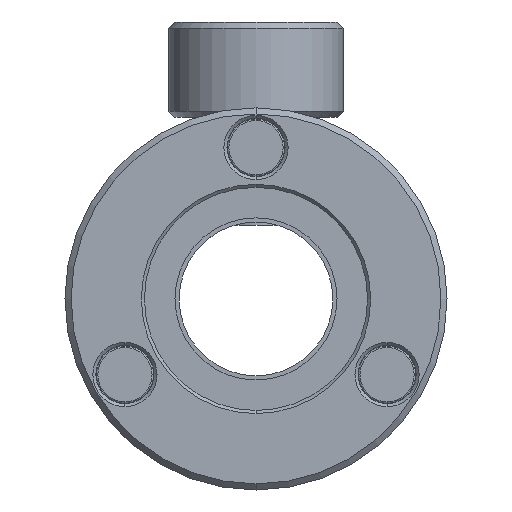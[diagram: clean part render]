
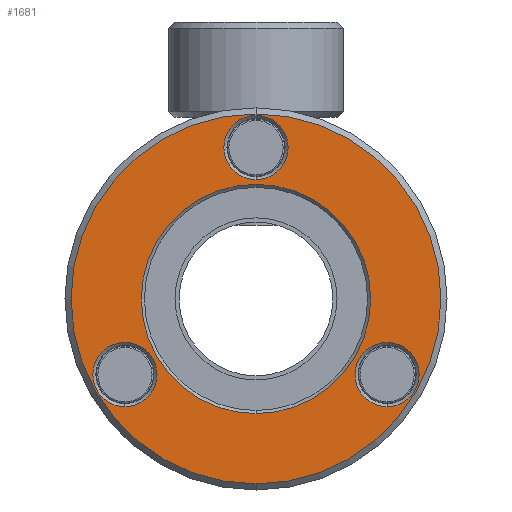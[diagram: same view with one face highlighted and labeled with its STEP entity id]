
A CAD part, front view. The second image highlights one B-rep face of the part: STEP entity #1681.
In plain terms, the highlighted planar face has unit normal (0, -1, 0).
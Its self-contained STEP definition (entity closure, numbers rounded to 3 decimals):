
#13 = CIRCLE ( 'NONE', #533, 9.525 ) ;
#32 = AXIS2_PLACEMENT_3D ( 'NONE', #1987, #1975, #329 ) ;
#69 = CARTESIAN_POINT ( 'NONE',  ( -5.888, -19.548, 2.892 ) ) ;
#106 = ORIENTED_EDGE ( 'NONE', *, *, #2172, .T. ) ;
#196 = FACE_BOUND ( 'NONE', #608, .T. ) ;
#244 = VERTEX_POINT ( 'NONE', #2619 ) ;
#299 = EDGE_LOOP ( 'NONE', ( #1569, #566 ) ) ;
#314 = AXIS2_PLACEMENT_3D ( 'NONE', #1004, #3486, #766 ) ;
#329 = DIRECTION ( 'NONE',  ( 0., 0., -1. ) ) ;
#406 = CARTESIAN_POINT ( 'NONE',  ( -16.777, -19.548, 21.371 ) ) ;
#431 = ORIENTED_EDGE ( 'NONE', *, *, #1979, .T. ) ;
#476 = CARTESIAN_POINT ( 'NONE',  ( -16.777, -19.548, 24.419 ) ) ;
#533 = AXIS2_PLACEMENT_3D ( 'NONE', #2926, #2136, #2404 ) ;
#566 = ORIENTED_EDGE ( 'NONE', *, *, #1388, .F. ) ;
#584 = DIRECTION ( 'NONE',  ( 0., 0., -1. ) ) ;
#599 = DIRECTION ( 'NONE',  ( 0., 0., -1. ) ) ;
#608 = EDGE_LOOP ( 'NONE', ( #431, #1994 ) ) ;
#648 = EDGE_CURVE ( 'NONE', #2717, #972, #1722, .T. ) ;
#747 = CIRCLE ( 'NONE', #3427, 15.367 ) ;
#766 = DIRECTION ( 'NONE',  ( 0., 0., -1. ) ) ;
#826 = DIRECTION ( 'NONE',  ( 0., 1., 0. ) ) ;
#869 = AXIS2_PLACEMENT_3D ( 'NONE', #3258, #1667, #2446 ) ;
#889 = AXIS2_PLACEMENT_3D ( 'NONE', #2818, #3115, #2291 ) ;
#933 = FACE_BOUND ( 'NONE', #2134, .T. ) ;
#938 = AXIS2_PLACEMENT_3D ( 'NONE', #1685, #2519, #584 ) ;
#972 = VERTEX_POINT ( 'NONE', #1511 ) ;
#1004 = CARTESIAN_POINT ( 'NONE',  ( -16.777, -19.548, 11.846 ) ) ;
#1096 = DIRECTION ( 'NONE',  ( 0., -1., 0. ) ) ;
#1105 = EDGE_CURVE ( 'NONE', #2071, #244, #1966, .T. ) ;
#1148 = ORIENTED_EDGE ( 'NONE', *, *, #3192, .T. ) ;
#1156 = CIRCLE ( 'NONE', #2828, 9.525 ) ;
#1185 = VERTEX_POINT ( 'NONE', #69 ) ;
#1194 = CARTESIAN_POINT ( 'NONE',  ( -16.777, -19.548, -3.521 ) ) ;
#1207 = DIRECTION ( 'NONE',  ( 0., 0., -1. ) ) ;
#1245 = CIRCLE ( 'NONE', #314, 15.367 ) ;
#1284 = AXIS2_PLACEMENT_3D ( 'NONE', #2814, #2853, #1207 ) ;
#1388 = EDGE_CURVE ( 'NONE', #1781, #3554, #13, .T. ) ;
#1405 = ORIENTED_EDGE ( 'NONE', *, *, #2819, .T. ) ;
#1511 = CARTESIAN_POINT ( 'NONE',  ( -16.777, -19.548, 21.752 ) ) ;
#1569 = ORIENTED_EDGE ( 'NONE', *, *, #2557, .F. ) ;
#1628 = EDGE_CURVE ( 'NONE', #2280, #1791, #747, .T. ) ;
#1634 = CARTESIAN_POINT ( 'NONE',  ( -16.777, -19.548, 11.846 ) ) ;
#1666 = FACE_OUTER_BOUND ( 'NONE', #3325, .T. ) ;
#1667 = DIRECTION ( 'NONE',  ( 0., 1., 0. ) ) ;
#1674 = CIRCLE ( 'NONE', #869, 2.667 ) ;
#1681 = ADVANCED_FACE ( 'NONE', ( #933, #196, #2296, #1666, #2936 ), #3386, .T. ) ;
#1685 = CARTESIAN_POINT ( 'NONE',  ( -27.665, -19.548, 5.559 ) ) ;
#1713 = CIRCLE ( 'NONE', #2307, 2.667 ) ;
#1722 = CIRCLE ( 'NONE', #889, 2.667 ) ;
#1781 = VERTEX_POINT ( 'NONE', #406 ) ;
#1791 = VERTEX_POINT ( 'NONE', #1194 ) ;
#1795 = CARTESIAN_POINT ( 'NONE',  ( -16.777, -19.548, 27.086 ) ) ;
#1816 = CARTESIAN_POINT ( 'NONE',  ( -27.665, -19.548, 8.226 ) ) ;
#1855 = DIRECTION ( 'NONE',  ( 0., 1., 0. ) ) ;
#1930 = DIRECTION ( 'NONE',  ( 0., 0., -1. ) ) ;
#1966 = CIRCLE ( 'NONE', #938, 2.667 ) ;
#1975 = DIRECTION ( 'NONE',  ( 0., 1., 0. ) ) ;
#1979 = EDGE_CURVE ( 'NONE', #972, #2717, #1713, .T. ) ;
#1987 = CARTESIAN_POINT ( 'NONE',  ( -5.888, -19.548, 5.559 ) ) ;
#1994 = ORIENTED_EDGE ( 'NONE', *, *, #648, .T. ) ;
#2020 = CARTESIAN_POINT ( 'NONE',  ( -16.777, -19.548, 11.846 ) ) ;
#2032 = ORIENTED_EDGE ( 'NONE', *, *, #1105, .T. ) ;
#2071 = VERTEX_POINT ( 'NONE', #1816 ) ;
#2134 = EDGE_LOOP ( 'NONE', ( #2764, #1405 ) ) ;
#2136 = DIRECTION ( 'NONE',  ( 0., -1., 0. ) ) ;
#2155 = CARTESIAN_POINT ( 'NONE',  ( -27.665, -19.548, 5.559 ) ) ;
#2172 = EDGE_CURVE ( 'NONE', #244, #2071, #3168, .T. ) ;
#2214 = ORIENTED_EDGE ( 'NONE', *, *, #1628, .T. ) ;
#2260 = CARTESIAN_POINT ( 'NONE',  ( -16.777, -19.548, 27.213 ) ) ;
#2279 = EDGE_CURVE ( 'NONE', #1185, #2666, #2796, .T. ) ;
#2280 = VERTEX_POINT ( 'NONE', #2260 ) ;
#2291 = DIRECTION ( 'NONE',  ( 0., 0., -1. ) ) ;
#2296 = FACE_BOUND ( 'NONE', #2740, .T. ) ;
#2307 = AXIS2_PLACEMENT_3D ( 'NONE', #476, #1855, #3231 ) ;
#2362 = CARTESIAN_POINT ( 'NONE',  ( -16.777, -19.548, 2.321 ) ) ;
#2404 = DIRECTION ( 'NONE',  ( 0., 0., -1. ) ) ;
#2446 = DIRECTION ( 'NONE',  ( 0., 0., -1. ) ) ;
#2519 = DIRECTION ( 'NONE',  ( 0., 1., 0. ) ) ;
#2557 = EDGE_CURVE ( 'NONE', #3554, #1781, #1156, .T. ) ;
#2564 = CARTESIAN_POINT ( 'NONE',  ( -5.888, -19.548, 8.226 ) ) ;
#2619 = CARTESIAN_POINT ( 'NONE',  ( -27.665, -19.548, 2.892 ) ) ;
#2666 = VERTEX_POINT ( 'NONE', #2564 ) ;
#2717 = VERTEX_POINT ( 'NONE', #1795 ) ;
#2740 = EDGE_LOOP ( 'NONE', ( #106, #2032 ) ) ;
#2764 = ORIENTED_EDGE ( 'NONE', *, *, #2279, .T. ) ;
#2796 = CIRCLE ( 'NONE', #32, 2.667 ) ;
#2814 = CARTESIAN_POINT ( 'NONE',  ( -7.252, -19.548, 11.846 ) ) ;
#2818 = CARTESIAN_POINT ( 'NONE',  ( -16.777, -19.548, 24.419 ) ) ;
#2819 = EDGE_CURVE ( 'NONE', #2666, #1185, #1674, .T. ) ;
#2828 = AXIS2_PLACEMENT_3D ( 'NONE', #2020, #2835, #599 ) ;
#2835 = DIRECTION ( 'NONE',  ( 0., -1., 0. ) ) ;
#2853 = DIRECTION ( 'NONE',  ( 0., -1., 0. ) ) ;
#2926 = CARTESIAN_POINT ( 'NONE',  ( -16.777, -19.548, 11.846 ) ) ;
#2936 = FACE_BOUND ( 'NONE', #299, .T. ) ;
#3115 = DIRECTION ( 'NONE',  ( 0., 1., 0. ) ) ;
#3168 = CIRCLE ( 'NONE', #3410, 2.667 ) ;
#3192 = EDGE_CURVE ( 'NONE', #1791, #2280, #1245, .T. ) ;
#3231 = DIRECTION ( 'NONE',  ( 0., 0., -1. ) ) ;
#3258 = CARTESIAN_POINT ( 'NONE',  ( -5.888, -19.548, 5.559 ) ) ;
#3325 = EDGE_LOOP ( 'NONE', ( #2214, #1148 ) ) ;
#3386 = PLANE ( 'NONE',  #1284 ) ;
#3410 = AXIS2_PLACEMENT_3D ( 'NONE', #2155, #826, #3572 ) ;
#3427 = AXIS2_PLACEMENT_3D ( 'NONE', #1634, #1096, #1930 ) ;
#3486 = DIRECTION ( 'NONE',  ( 0., -1., 0. ) ) ;
#3554 = VERTEX_POINT ( 'NONE', #2362 ) ;
#3572 = DIRECTION ( 'NONE',  ( 0., 0., -1. ) ) ;
